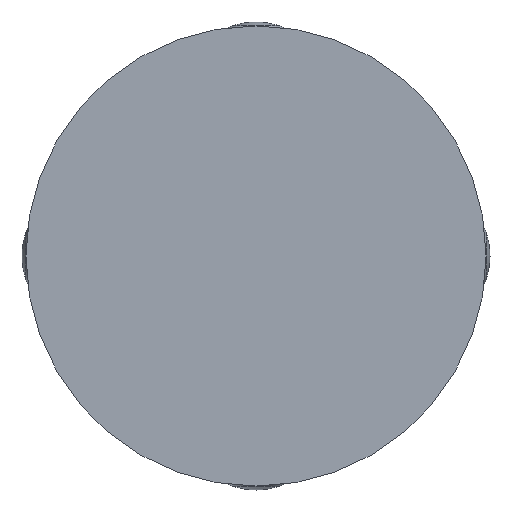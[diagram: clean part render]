
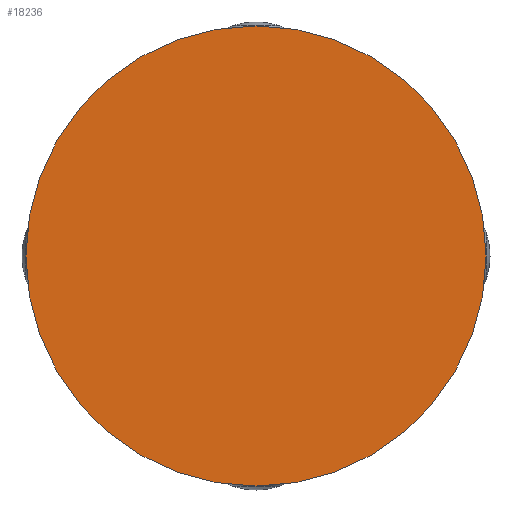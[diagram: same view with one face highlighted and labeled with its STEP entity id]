
A CAD part, front view. The second image highlights one B-rep face of the part: STEP entity #18236.
In plain terms, the highlighted planar face has unit normal (0, -1, 0).
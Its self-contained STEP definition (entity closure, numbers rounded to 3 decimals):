
#6104=CARTESIAN_POINT('',(0.,31.,0.));
#6105=DIRECTION('',(0.,-1.,0.));
#6106=DIRECTION('',(1.,0.,0.));
#6107=AXIS2_PLACEMENT_3D('',#6104,#6105,#6106);
#6117=CARTESIAN_POINT('',(0.,31.,0.));
#6118=DIRECTION('',(0.,1.,0.));
#6119=DIRECTION('',(1.,0.,0.));
#6120=AXIS2_PLACEMENT_3D('',#6117,#6118,#6119);
#6134=CARTESIAN_POINT('',(31.5,31.,0.));
#6136=VERTEX_POINT('',#6134);
#6138=CARTESIAN_POINT('',(-31.5,31.,0.));
#6140=VERTEX_POINT('',#6138);
#18227=CARTESIAN_POINT('',(0.,31.,0.));
#18228=DIRECTION('',(0.,-1.,0.));
#18229=DIRECTION('',(-1.,0.,0.));
#18230=AXIS2_PLACEMENT_3D('',#18227,#18228,#18229);
#18231=PLANE('',#18230);
#18232=ORIENTED_EDGE('',*,*,#18215,.T.);
#18233=ORIENTED_EDGE('',*,*,#18192,.F.);
#18234=EDGE_LOOP('',(#18232,#18233));
#18235=FACE_OUTER_BOUND('',#18234,.F.);
#18236=ADVANCED_FACE('',(#18235),#18231,.T.);
#6108=CIRCLE('',#6107,31.5);
#6121=CIRCLE('',#6120,31.5);
#18192=EDGE_CURVE('',#6136,#6140,#6108,.T.);
#18215=EDGE_CURVE('',#6136,#6140,#6121,.T.);
